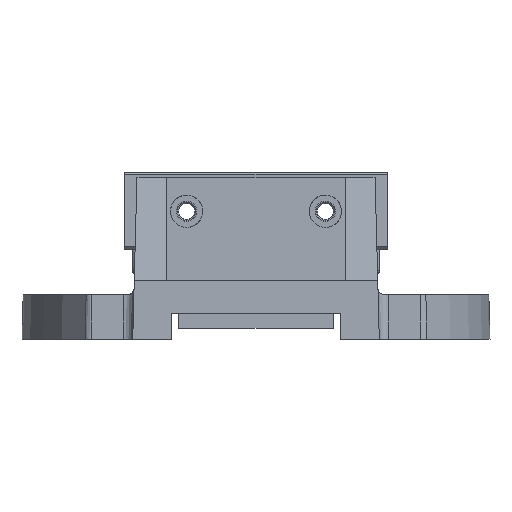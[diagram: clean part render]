
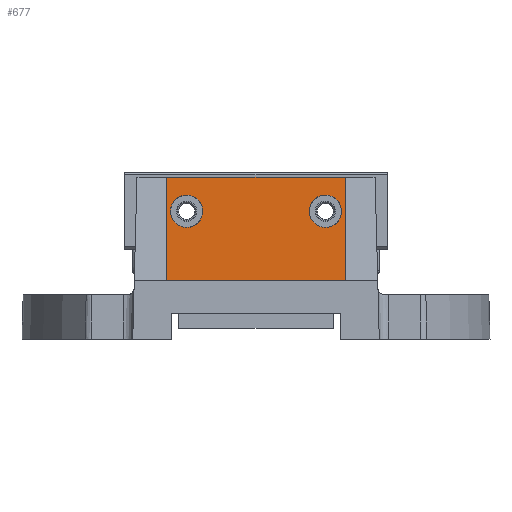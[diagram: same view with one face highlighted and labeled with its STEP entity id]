
A CAD part, left-side view. The second image highlights one B-rep face of the part: STEP entity #677.
In plain terms, the highlighted planar face has unit normal (-1, 0, 0.026).
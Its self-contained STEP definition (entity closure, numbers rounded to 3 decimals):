
#503=FACE_BOUND('',#1323,.T.);
#504=FACE_BOUND('',#1324,.T.);
#505=FACE_BOUND('',#1325,.T.);
#677=ADVANCED_FACE('',(#503,#504,#505),#972,.T.);
#972=PLANE('',#5122);
#1323=EDGE_LOOP('',(#1806));
#1324=EDGE_LOOP('',(#1807));
#1325=EDGE_LOOP('',(#1808,#1809,#1810,#1811));
#1705=ELLIPSE('',#5120,5.252,5.25);
#1706=ELLIPSE('',#5121,5.252,5.25);
#1806=ORIENTED_EDGE('',*,*,#3665,.T.);
#1807=ORIENTED_EDGE('',*,*,#3666,.T.);
#1808=ORIENTED_EDGE('',*,*,#3667,.F.);
#1809=ORIENTED_EDGE('',*,*,#3668,.T.);
#1810=ORIENTED_EDGE('',*,*,#3669,.T.);
#1811=ORIENTED_EDGE('',*,*,#3663,.F.);
#3188=VERTEX_POINT('',#7130);
#3189=VERTEX_POINT('',#7132);
#3190=VERTEX_POINT('',#7136);
#3191=VERTEX_POINT('',#7138);
#3192=VERTEX_POINT('',#7140);
#3193=VERTEX_POINT('',#7142);
#3663=EDGE_CURVE('',#3188,#3189,#4356,.T.);
#3665=EDGE_CURVE('',#3190,#3190,#1705,.T.);
#3666=EDGE_CURVE('',#3191,#3191,#1706,.T.);
#3667=EDGE_CURVE('',#3192,#3188,#4358,.T.);
#3668=EDGE_CURVE('',#3192,#3193,#4359,.T.);
#3669=EDGE_CURVE('',#3193,#3189,#4360,.T.);
#4356=LINE('',#7131,#4748);
#4358=LINE('',#7139,#4750);
#4359=LINE('',#7141,#4751);
#4360=LINE('',#7143,#4752);
#4748=VECTOR('',#5674,1.);
#4750=VECTOR('',#5682,1.);
#4751=VECTOR('',#5683,1.);
#4752=VECTOR('',#5684,1.);
#5120=AXIS2_PLACEMENT_3D('',#7135,#5678,#5679);
#5121=AXIS2_PLACEMENT_3D('',#7137,#5680,#5681);
#5122=AXIS2_PLACEMENT_3D('',#7144,#5685,#5686);
#5674=DIRECTION('',(-0.026,0.,-1.));
#5678=DIRECTION('',(1.,0.,-0.026));
#5679=DIRECTION('',(0.026,0.,1.));
#5680=DIRECTION('',(1.,0.,-0.026));
#5681=DIRECTION('',(0.026,0.,1.));
#5682=DIRECTION('',(0.,-1.,0.));
#5683=DIRECTION('',(-0.026,0.,-1.));
#5684=DIRECTION('',(0.,-1.,0.));
#5685=DIRECTION('',(-1.,0.,0.026));
#5686=DIRECTION('',(0.026,0.,1.));
#7130=CARTESIAN_POINT('',(-67.123,-29.,54.));
#7131=CARTESIAN_POINT('',(-68.,-29.,20.5));
#7132=CARTESIAN_POINT('',(-68.,-29.,20.5));
#7135=CARTESIAN_POINT('',(-67.411,-22.5,43.));
#7136=CARTESIAN_POINT('',(-67.273,-22.5,48.25));
#7137=CARTESIAN_POINT('',(-67.411,22.5,43.));
#7138=CARTESIAN_POINT('',(-67.273,22.5,48.25));
#7139=CARTESIAN_POINT('',(-67.123,0.,54.));
#7140=CARTESIAN_POINT('',(-67.123,29.,54.));
#7141=CARTESIAN_POINT('',(-67.11,29.,54.477));
#7142=CARTESIAN_POINT('',(-68.,29.,20.5));
#7143=CARTESIAN_POINT('',(-68.,29.,20.5));
#7144=CARTESIAN_POINT('',(-68.,0.,20.5));
